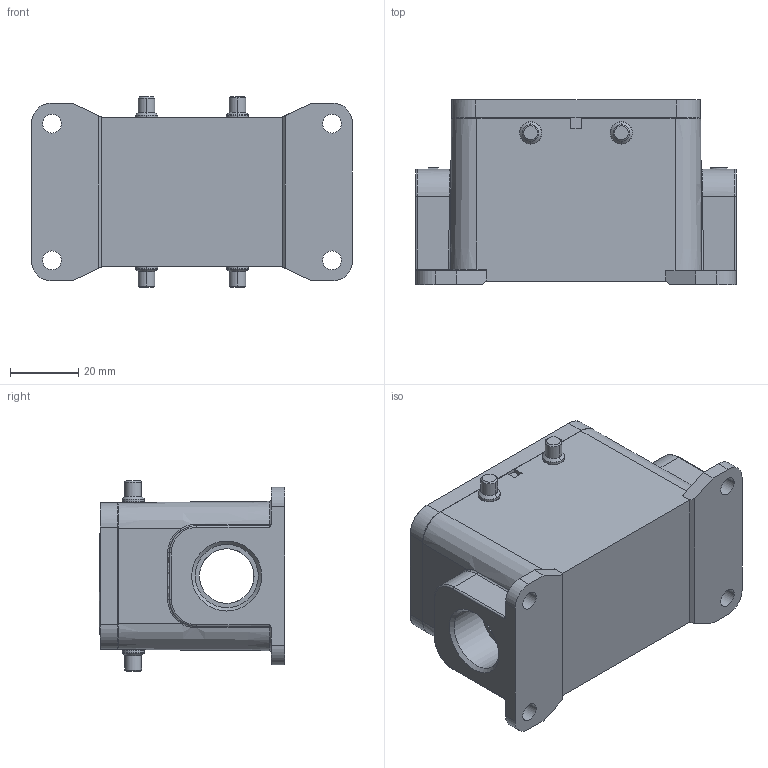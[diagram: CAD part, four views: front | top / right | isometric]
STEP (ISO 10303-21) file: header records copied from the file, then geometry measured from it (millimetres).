
FILE_DESCRIPTION(/* description */ (''),/* implementation_level */ '2;1');
FILE_NAME(/* name */ 'H10B-SF-2L W.stp',/* time_stamp */ '2023-08-25T09:58:26+08:00',/* author */ (''),/* organization */ (''),/* preprocessor_version */ 'ST-DEVELOPER v18.1',/* originating_system */ 'SIEMENS PLM Software NX 1980',/* authorisation */ '');
FILE_SCHEMA (('AUTOMOTIVE_DESIGN { 1 0 10303 214 3 1 1 1 }'));
Length unit declared in the file: millimetre
Products named in the file (1): 13843F4081DExa9v
Bounding box: 94 x 54.34 x 55.88 mm (x, y, z)
Volume: 76461.9 mm3; surface area: 36576 mm2
Topology: 6 solids, 6 shells, 452 faces, 1156 edges, 728 vertices
Faces by surface type: plane 205, cylinder 145, cone 54, torus 40, sphere 7, bspline 1
Full cylindrical faces by diameter (mm): 3 x4, 16 x2, 18.5 x2
Entity records: 14501 total; most frequent: CARTESIAN_POINT 3652, ORIENTED_EDGE 2244, DIRECTION 2232, EDGE_CURVE 1122, AXIS2_PLACEMENT_3D 821, VERTEX_POINT 721, LINE 590, VECTOR 590
